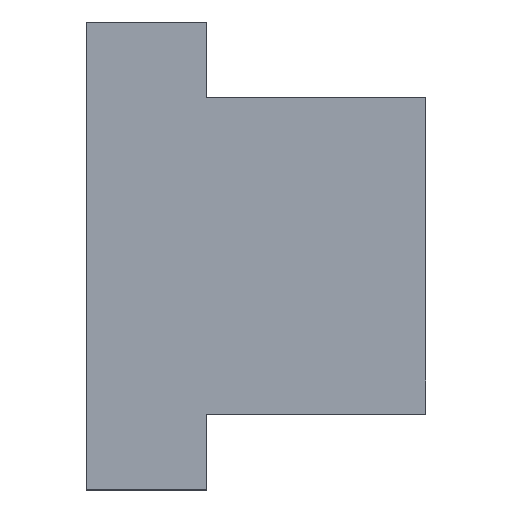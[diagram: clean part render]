
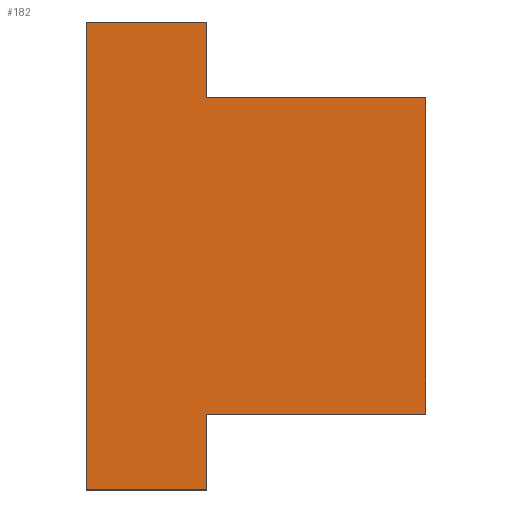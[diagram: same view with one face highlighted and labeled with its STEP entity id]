
A CAD part, top view. The second image highlights one B-rep face of the part: STEP entity #182.
In plain terms, the highlighted planar face has unit normal (0, 0, 1).
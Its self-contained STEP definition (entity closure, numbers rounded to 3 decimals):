
#16=FACE_OUTER_BOUND('',#26,.T.);
#26=EDGE_LOOP('',(#127,#128,#129,#130,#131,#132,#133,#134));
#35=LINE('',#253,#59);
#39=LINE('',#261,#63);
#40=LINE('',#263,#64);
#41=LINE('',#265,#65);
#42=LINE('',#267,#66);
#43=LINE('',#269,#67);
#44=LINE('',#271,#68);
#45=LINE('',#272,#69);
#59=VECTOR('',#207,10.);
#63=VECTOR('',#213,10.);
#64=VECTOR('',#214,10.);
#65=VECTOR('',#215,10.);
#66=VECTOR('',#216,10.);
#67=VECTOR('',#217,10.);
#68=VECTOR('',#218,10.);
#69=VECTOR('',#219,10.);
#83=VERTEX_POINT('',#251);
#84=VERTEX_POINT('',#252);
#87=VERTEX_POINT('',#260);
#88=VERTEX_POINT('',#262);
#89=VERTEX_POINT('',#264);
#90=VERTEX_POINT('',#266);
#91=VERTEX_POINT('',#268);
#92=VERTEX_POINT('',#270);
#99=EDGE_CURVE('',#83,#84,#35,.T.);
#103=EDGE_CURVE('',#84,#87,#39,.T.);
#104=EDGE_CURVE('',#87,#88,#40,.T.);
#105=EDGE_CURVE('',#88,#89,#41,.T.);
#106=EDGE_CURVE('',#89,#90,#42,.T.);
#107=EDGE_CURVE('',#90,#91,#43,.T.);
#108=EDGE_CURVE('',#91,#92,#44,.T.);
#109=EDGE_CURVE('',#92,#83,#45,.T.);
#127=ORIENTED_EDGE('',*,*,#99,.T.);
#128=ORIENTED_EDGE('',*,*,#103,.T.);
#129=ORIENTED_EDGE('',*,*,#104,.T.);
#130=ORIENTED_EDGE('',*,*,#105,.T.);
#131=ORIENTED_EDGE('',*,*,#106,.T.);
#132=ORIENTED_EDGE('',*,*,#107,.T.);
#133=ORIENTED_EDGE('',*,*,#108,.T.);
#134=ORIENTED_EDGE('',*,*,#109,.T.);
#172=PLANE('',#194);
#182=ADVANCED_FACE('',(#16),#172,.F.);
#194=AXIS2_PLACEMENT_3D('',#259,#211,#212);
#207=DIRECTION('',(0.,-1.,0.));
#211=DIRECTION('center_axis',(0.,0.,-1.));
#212=DIRECTION('ref_axis',(-1.,0.,0.));
#213=DIRECTION('',(1.,0.,0.));
#214=DIRECTION('',(0.,1.,0.));
#215=DIRECTION('',(1.,0.,0.));
#216=DIRECTION('',(0.,1.,0.));
#217=DIRECTION('',(-1.,0.,0.));
#218=DIRECTION('',(0.,1.,0.));
#219=DIRECTION('',(-1.,0.,0.));
#251=CARTESIAN_POINT('',(29.493,8.579,3.4));
#252=CARTESIAN_POINT('',(29.493,2.376,3.4));
#253=CARTESIAN_POINT('',(29.493,7.652,3.4));
#259=CARTESIAN_POINT('Origin',(31.25,5.877,3.4));
#260=CARTESIAN_POINT('',(31.093,2.376,3.4));
#261=CARTESIAN_POINT('',(30.571,2.376,3.4));
#262=CARTESIAN_POINT('',(31.093,3.379,3.4));
#263=CARTESIAN_POINT('',(31.093,3.927,3.4));
#264=CARTESIAN_POINT('',(34.,3.379,3.4));
#265=CARTESIAN_POINT('',(31.425,3.379,3.4));
#266=CARTESIAN_POINT('',(34.,7.579,3.4));
#267=CARTESIAN_POINT('',(34.,5.279,3.4));
#268=CARTESIAN_POINT('',(31.093,7.579,3.4));
#269=CARTESIAN_POINT('',(31.425,7.579,3.4));
#270=CARTESIAN_POINT('',(31.093,8.579,3.4));
#271=CARTESIAN_POINT('',(31.093,6.828,3.4));
#272=CARTESIAN_POINT('',(31.571,8.579,3.4));
